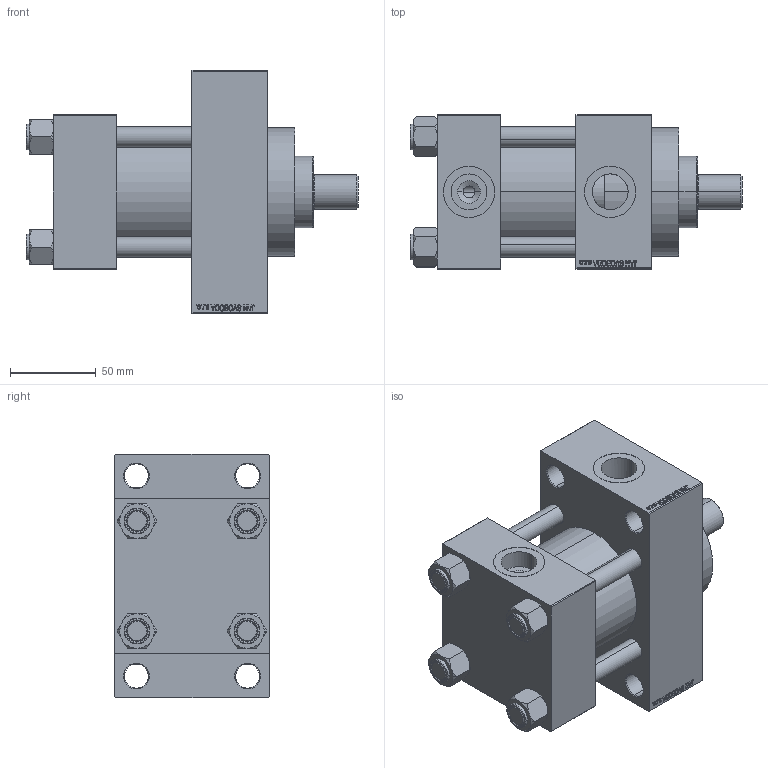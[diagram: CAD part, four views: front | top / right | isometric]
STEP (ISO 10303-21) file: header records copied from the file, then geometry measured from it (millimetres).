
FILE_DESCRIPTION (( 'STEP AP203' ), '1' );
FILE_NAME ('17f8.STEP', '2023-08-22T16:32:48', ( '' ), ( '' ), 'SwSTEP 2.0', 'SolidWorks 2019', '' );
FILE_SCHEMA (( 'CONFIG_CONTROL_DESIGN' ));
Length unit declared in the file: millimetre
Products named in the file (7): NUT_M5_D c537a43368da9bab1270861f79811e08; V215_VC_A c537a43368da9bab1270861f79811e08; V215CR_D_Body c537a43368da9bab1270861f79811e08; V215CR_VCP_D c537a43368da9bab1270861f79811e08; ROD_END_AH c537a43368da9bab1270861f79811e08; 17f8; V215CR_D_TYCINKA c537a43368da9bab1270861f79811e08
Assembly tree (12 placements, depth 2):
  17f8
    V215CR_D_Body c537a43368da9bab1270861f79811e08
    V215CR_VCP_D c537a43368da9bab1270861f79811e08
    NUT_M5_D c537a43368da9bab1270861f79811e08  x4
    V215CR_D_TYCINKA c537a43368da9bab1270861f79811e08  x4
    V215_VC_A c537a43368da9bab1270861f79811e08
    ROD_END_AH c537a43368da9bab1270861f79811e08
Bounding box: 194 x 90 x 142 mm (x, y, z)
Volume: 1036089.5 mm3; surface area: 189690.6 mm2
Topology: 12 solids, 12 shells, 1117 faces, 2777 edges, 1797 vertices
Faces by surface type: plane 501, bspline 368, cone 146, cylinder 92, torus 10
Entity records: 47680 total; most frequent: CARTESIAN_POINT 25137, ORIENTED_EDGE 5046, DIRECTION 3265, EDGE_CURVE 2523, VERTEX_POINT 1653, LINE 1511, VECTOR 1511, EDGE_LOOP 1130
